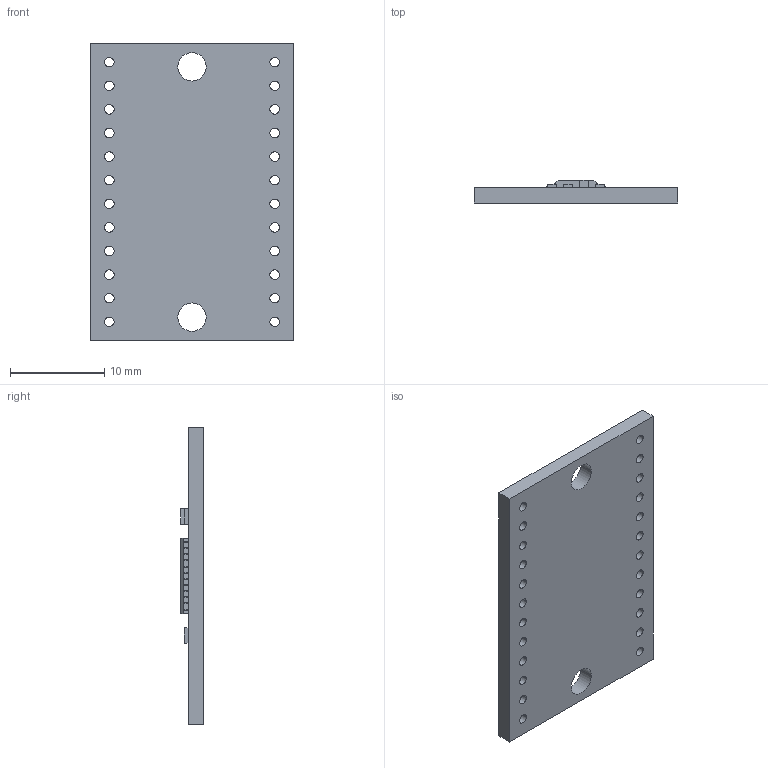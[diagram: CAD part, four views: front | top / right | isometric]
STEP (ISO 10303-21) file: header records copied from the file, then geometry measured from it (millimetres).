
FILE_DESCRIPTION((''),'2;1');
FILE_NAME('TCA9548A','2018-10-01T13:42:35',('Davor'),(''),'CREO PARAMETRIC BY PTC INC, 2018100','CREO PARAMETRIC BY PTC INC, 2018100','');
FILE_SCHEMA(('AUTOMOTIVE_DESIGN { 1 0 10303 214 1 1 1 1 }'));
Length unit declared in the file: millimetre
Products named in the file (1): TCA9548A
Bounding box: 21.5 x 2.4 x 31.5 mm (x, y, z)
Volume: 1063 mm3; surface area: 1652.5 mm2
Topology: 1 solids, 1 shells, 292 faces, 846 edges, 564 vertices
Faces by surface type: plane 192, cylinder 100
Entity records: 12251 total; most frequent: CARTESIAN_POINT 1713, ORIENTED_EDGE 1692, DIRECTION 1643, EDGE_CURVE 846, VECTOR 646, LINE 646, VERTEX_POINT 564, AXIS2_PLACEMENT_3D 497
